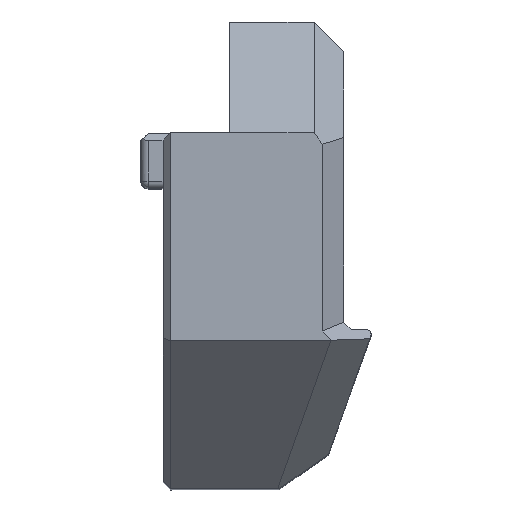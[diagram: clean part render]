
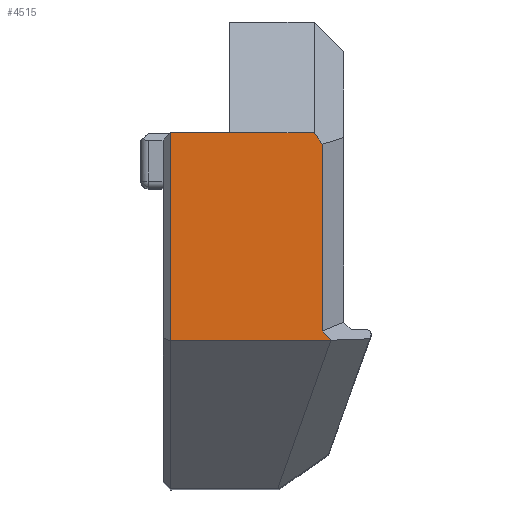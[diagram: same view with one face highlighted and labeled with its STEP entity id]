
A CAD part, top view. The second image highlights one B-rep face of the part: STEP entity #4515.
In plain terms, the highlighted planar face has unit normal (0, 0, 1).
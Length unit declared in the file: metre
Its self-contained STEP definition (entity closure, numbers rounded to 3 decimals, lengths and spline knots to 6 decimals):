
#699=ORIENTED_EDGE('',*,*,#1945,.F.);
#700=ORIENTED_EDGE('',*,*,#1944,.F.);
#701=ORIENTED_EDGE('',*,*,#1862,.F.);
#702=ORIENTED_EDGE('',*,*,#1843,.F.);
#703=ORIENTED_EDGE('',*,*,#1879,.T.);
#704=ORIENTED_EDGE('',*,*,#1946,.T.);
#705=ORIENTED_EDGE('',*,*,#1875,.T.);
#706=ORIENTED_EDGE('',*,*,#1929,.F.);
#707=ORIENTED_EDGE('',*,*,#1925,.F.);
#1843=EDGE_CURVE('',#2494,#2493,#2926,.T.);
#1862=EDGE_CURVE('',#2493,#2511,#2945,.T.);
#1875=EDGE_CURVE('',#2522,#2516,#2958,.T.);
#1879=EDGE_CURVE('',#2494,#2524,#2962,.T.);
#1925=EDGE_CURVE('',#2552,#2554,#2994,.T.);
#1929=EDGE_CURVE('',#2554,#2516,#2998,.T.);
#1944=EDGE_CURVE('',#2511,#2564,#3013,.T.);
#1945=EDGE_CURVE('',#2564,#2552,#3014,.T.);
#1946=EDGE_CURVE('',#2524,#2522,#3015,.T.);
#2493=VERTEX_POINT('',#6084);
#2494=VERTEX_POINT('',#6087);
#2511=VERTEX_POINT('',#6127);
#2516=VERTEX_POINT('',#6140);
#2522=VERTEX_POINT('',#6155);
#2524=VERTEX_POINT('',#6163);
#2552=VERTEX_POINT('',#6253);
#2554=VERTEX_POINT('',#6256);
#2564=VERTEX_POINT('',#6290);
#2926=LINE('',#6088,#3367);
#2945=LINE('',#6126,#3386);
#2958=LINE('',#6154,#3399);
#2962=LINE('',#6162,#3403);
#2994=LINE('',#6255,#3435);
#2998=LINE('',#6263,#3439);
#3013=LINE('',#6291,#3454);
#3014=LINE('',#6293,#3455);
#3015=LINE('',#6294,#3456);
#3367=VECTOR('',#5150,1.);
#3386=VECTOR('',#5175,1.);
#3399=VECTOR('',#5196,1.);
#3403=VECTOR('',#5204,1.);
#3435=VECTOR('',#5298,1.);
#3439=VECTOR('',#5304,1.);
#3454=VECTOR('',#5329,1.);
#3455=VECTOR('',#5332,1.);
#3456=VECTOR('',#5333,1.);
#3802=EDGE_LOOP('',(#699,#700,#701,#702,#703,#704,#705,#706,#707));
#4091=FACE_BOUND('',#3802,.T.);
#4360=PLANE('',#4831);
#4515=ADVANCED_FACE('',(#4091),#4360,.F.);
#4831=AXIS2_PLACEMENT_3D('',#6292,#5330,#5331);
#5150=DIRECTION('',(0.577,-0.816,0.));
#5175=DIRECTION('',(0.,-1.,0.));
#5196=DIRECTION('',(-1.,0.,0.));
#5204=DIRECTION('',(-1.,0.,0.));
#5298=DIRECTION('',(-1.,0.,0.));
#5304=DIRECTION('',(0.,1.,0.));
#5329=DIRECTION('',(0.707,-0.707,0.));
#5330=DIRECTION('',(0.,0.,-1.));
#5331=DIRECTION('',(1.,0.,0.));
#5332=DIRECTION('',(-0.743,-0.669,0.));
#5333=DIRECTION('',(0.,-1.,0.));
#6084=CARTESIAN_POINT('',(0.004339,0.003683,0.047999));
#6087=CARTESIAN_POINT('',(0.003893,0.004312,0.047999));
#6088=CARTESIAN_POINT('',(0.004917,0.002864,0.047999));
#6126=CARTESIAN_POINT('',(0.004339,-0.00468,0.047999));
#6127=CARTESIAN_POINT('',(0.004339,-0.006428,0.047999));
#6140=CARTESIAN_POINT('',(-0.003893,0.004311,0.047999));
#6154=CARTESIAN_POINT('',(-0.001458,0.004311,0.047999));
#6155=CARTESIAN_POINT('',(-0.000693,0.004311,0.047999));
#6162=CARTESIAN_POINT('',(0.001377,0.004312,0.047999));
#6163=CARTESIAN_POINT('',(-0.000693,0.004312,0.047999));
#6253=CARTESIAN_POINT('',(0.004793,-0.006969,0.047999));
#6255=CARTESIAN_POINT('',(-0.001458,-0.006969,0.047999));
#6256=CARTESIAN_POINT('',(-0.003893,-0.006969,0.047999));
#6263=CARTESIAN_POINT('',(-0.003893,0.0004,0.047999));
#6290=CARTESIAN_POINT('',(0.004839,-0.006928,0.047999));
#6291=CARTESIAN_POINT('',(0.003138,-0.005228,0.047999));
#6292=CARTESIAN_POINT('',(0.001377,-0.00351,0.047999));
#6293=CARTESIAN_POINT('',(0.003621,-0.008024,0.047999));
#6294=CARTESIAN_POINT('',(-0.000693,0.002401,0.047999));
